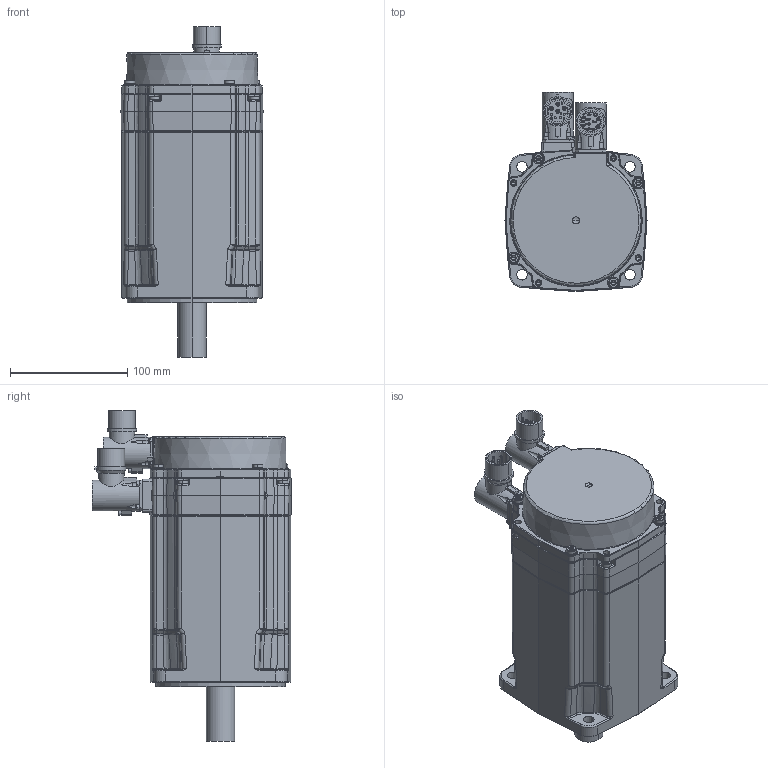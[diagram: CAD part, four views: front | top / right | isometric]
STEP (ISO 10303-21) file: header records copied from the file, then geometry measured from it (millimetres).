
FILE_DESCRIPTION((''),'2;1');
FILE_NAME('NX630EAR7000_SW0001','2004-06-24T',('pr1'),(''),'PRO/ENGINEER BY PARAMETRIC TECHNOLOGY CORPORATION, 2001500','PRO/ENGINEER BY PARAMETRIC TECHNOLOGY CORPORATION, 2001500','');
FILE_SCHEMA(('CONFIG_CONTROL_DESIGN'));
Products named in the file (1): NX630EAR7000_SW0001
Bounding box: 121 x 169.5 x 281.6 mm (x, y, z)
Volume: 2528919.3 mm3; surface area: 145612 mm2
Topology: 1 solids, 1 shells, 2321 faces, 5851 edges, 3605 vertices
Faces by surface type: plane 1094, cylinder 508, bspline 357, cone 255, torus 93, sphere 14
Entity records: 92129 total; most frequent: CARTESIAN_POINT 39575, ORIENTED_EDGE 11630, DIRECTION 9810, EDGE_CURVE 5815, VERTEX_POINT 3605, VECTOR 3390, LINE 3390, AXIS2_PLACEMENT_3D 3210
